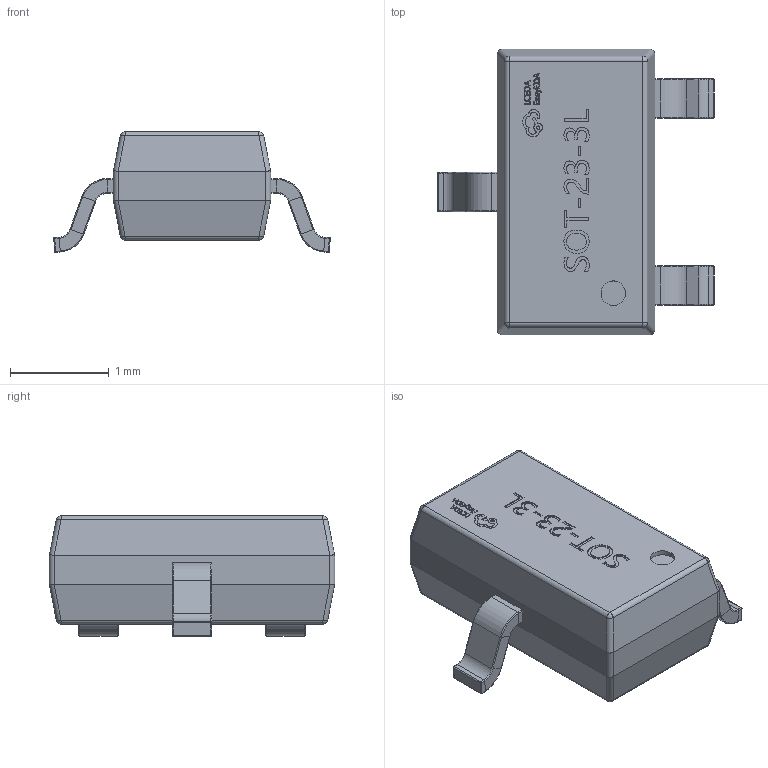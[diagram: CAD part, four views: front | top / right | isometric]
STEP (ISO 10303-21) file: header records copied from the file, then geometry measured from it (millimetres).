
FILE_DESCRIPTION(('FreeCAD Model'),'2;1');
FILE_NAME('Open CASCADE Shape Model','2024-03-15T22:42:21',(''),(''), 'Open CASCADE STEP processor 7.6','FreeCAD','Unknown');
FILE_SCHEMA(('AUTOMOTIVE_DESIGN { 1 0 10303 214 1 1 1 1 }'));
Length unit declared in the file: millimetre
Products named in the file (20): Q1; SOT-23-3_L2.9-W1.6-P1.90-LS2.8-BR; COMPOUND018; COMPOUND001; COMPOUND002; COMPOUND003; COMPOUND004; COMPOUND005; COMPOUND006; COMPOUND007; COMPOUND008; COMPOUND009; COMPOUND010; COMPOUND011; COMPOUND012; COMPOUND013; COMPOUND014; COMPOUND015; COMPOUND016; COMPOUND017
Assembly tree (19 placements, depth 4):
  Q1
    SOT-23-3_L2.9-W1.6-P1.90-LS2.8-BR
      COMPOUND018
        COMPOUND001
        COMPOUND002
        COMPOUND003
        COMPOUND004
        COMPOUND005
        COMPOUND006
        COMPOUND007
        COMPOUND008
        COMPOUND009
        COMPOUND010
        COMPOUND011
        COMPOUND012
        COMPOUND013
        COMPOUND014
        COMPOUND015
        COMPOUND016
        COMPOUND017
Bounding box: 2.8 x 2.89 x 1.22 mm (x, y, z)
Volume: 4.9 mm3; surface area: 20.9 mm2
Topology: 17 solids, 17 shells, 591 faces, 1470 edges, 925 vertices
Faces by surface type: plane 298, bspline 164, cylinder 82, torus 24, sphere 23
Entity records: 23383 total; most frequent: CARTESIAN_POINT 8524, ORIENTED_EDGE 2928, DIRECTION 2186, EDGE_CURVE 1464, VERTEX_POINT 925, LINE 924, VECTOR 924, AXIS2_PLACEMENT_3D 631
